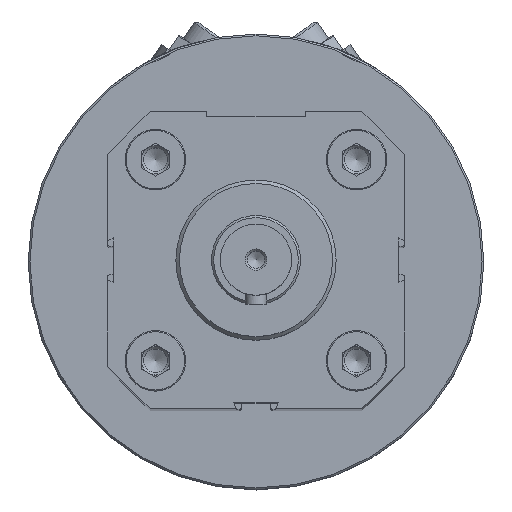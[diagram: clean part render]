
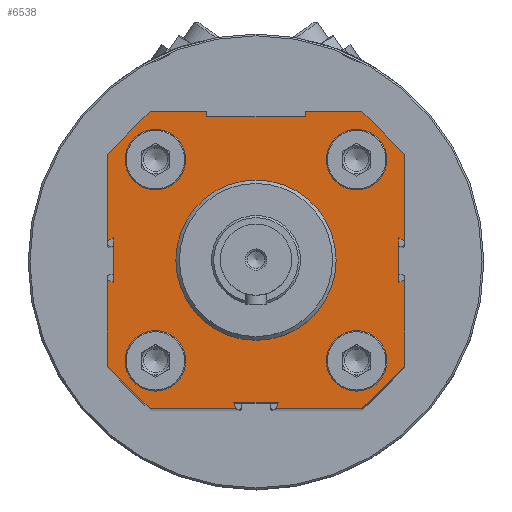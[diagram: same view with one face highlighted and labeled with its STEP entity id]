
A CAD part, top view. The second image highlights one B-rep face of the part: STEP entity #6538.
In plain terms, the highlighted face is planar.
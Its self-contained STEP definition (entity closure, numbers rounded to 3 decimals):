
#352=LINE('',#10022,#873);
#353=LINE('',#10025,#874);
#354=LINE('',#10027,#875);
#355=LINE('',#10029,#876);
#356=LINE('',#10031,#877);
#357=LINE('',#10033,#878);
#358=LINE('',#10035,#879);
#359=LINE('',#10037,#880);
#360=LINE('',#10039,#881);
#361=LINE('',#10041,#882);
#362=LINE('',#10043,#883);
#363=LINE('',#10045,#884);
#364=LINE('',#10047,#885);
#365=LINE('',#10049,#886);
#366=LINE('',#10051,#887);
#367=LINE('',#10053,#888);
#368=LINE('',#10055,#889);
#369=LINE('',#10057,#890);
#370=LINE('',#10059,#891);
#371=LINE('',#10061,#892);
#372=LINE('',#10063,#893);
#373=LINE('',#10065,#894);
#374=LINE('',#10067,#895);
#375=LINE('',#10069,#896);
#873=VECTOR('',#7903,1000.);
#874=VECTOR('',#7904,1000.);
#875=VECTOR('',#7905,1000.);
#876=VECTOR('',#7906,1000.);
#877=VECTOR('',#7907,1000.);
#878=VECTOR('',#7908,1000.);
#879=VECTOR('',#7909,1000.);
#880=VECTOR('',#7910,1000.);
#881=VECTOR('',#7911,1000.);
#882=VECTOR('',#7912,1000.);
#883=VECTOR('',#7913,1000.);
#884=VECTOR('',#7914,1000.);
#885=VECTOR('',#7915,1000.);
#886=VECTOR('',#7916,1000.);
#887=VECTOR('',#7917,1000.);
#888=VECTOR('',#7918,1000.);
#889=VECTOR('',#7919,1000.);
#890=VECTOR('',#7920,1000.);
#891=VECTOR('',#7921,1000.);
#892=VECTOR('',#7922,1000.);
#893=VECTOR('',#7923,1000.);
#894=VECTOR('',#7924,1000.);
#895=VECTOR('',#7925,1000.);
#896=VECTOR('',#7926,1000.);
#1394=ORIENTED_EDGE('',*,*,#3210,.F.);
#1395=ORIENTED_EDGE('',*,*,#3211,.F.);
#1396=ORIENTED_EDGE('',*,*,#3212,.F.);
#1397=ORIENTED_EDGE('',*,*,#3213,.F.);
#1398=ORIENTED_EDGE('',*,*,#3214,.F.);
#1399=ORIENTED_EDGE('',*,*,#3215,.F.);
#1400=ORIENTED_EDGE('',*,*,#3216,.F.);
#1401=ORIENTED_EDGE('',*,*,#3217,.F.);
#1402=ORIENTED_EDGE('',*,*,#3218,.F.);
#1403=ORIENTED_EDGE('',*,*,#3219,.F.);
#1404=ORIENTED_EDGE('',*,*,#3220,.F.);
#1405=ORIENTED_EDGE('',*,*,#3221,.F.);
#1406=ORIENTED_EDGE('',*,*,#3222,.F.);
#1407=ORIENTED_EDGE('',*,*,#3223,.F.);
#1408=ORIENTED_EDGE('',*,*,#3224,.F.);
#1409=ORIENTED_EDGE('',*,*,#3225,.F.);
#1410=ORIENTED_EDGE('',*,*,#3226,.F.);
#1411=ORIENTED_EDGE('',*,*,#3227,.F.);
#1412=ORIENTED_EDGE('',*,*,#3228,.F.);
#1413=ORIENTED_EDGE('',*,*,#3229,.F.);
#1414=ORIENTED_EDGE('',*,*,#3230,.F.);
#1415=ORIENTED_EDGE('',*,*,#3231,.F.);
#1416=ORIENTED_EDGE('',*,*,#3232,.F.);
#1417=ORIENTED_EDGE('',*,*,#3233,.F.);
#1418=ORIENTED_EDGE('',*,*,#3234,.F.);
#1419=ORIENTED_EDGE('',*,*,#3235,.F.);
#1420=ORIENTED_EDGE('',*,*,#3236,.F.);
#1421=ORIENTED_EDGE('',*,*,#3237,.F.);
#1422=ORIENTED_EDGE('',*,*,#3238,.F.);
#3210=EDGE_CURVE('',#4118,#4118,#4764,.T.);
#3211=EDGE_CURVE('',#4119,#4119,#4765,.T.);
#3212=EDGE_CURVE('',#4120,#4120,#4766,.F.);
#3213=EDGE_CURVE('',#4121,#4122,#352,.T.);
#3214=EDGE_CURVE('',#4123,#4121,#353,.T.);
#3215=EDGE_CURVE('',#4124,#4123,#354,.T.);
#3216=EDGE_CURVE('',#4125,#4124,#355,.T.);
#3217=EDGE_CURVE('',#4126,#4125,#356,.T.);
#3218=EDGE_CURVE('',#4127,#4126,#357,.T.);
#3219=EDGE_CURVE('',#4128,#4127,#358,.T.);
#3220=EDGE_CURVE('',#4129,#4128,#359,.T.);
#3221=EDGE_CURVE('',#4130,#4129,#360,.T.);
#3222=EDGE_CURVE('',#4131,#4130,#361,.T.);
#3223=EDGE_CURVE('',#4132,#4131,#362,.T.);
#3224=EDGE_CURVE('',#4133,#4132,#363,.T.);
#3225=EDGE_CURVE('',#4134,#4133,#364,.T.);
#3226=EDGE_CURVE('',#4135,#4134,#365,.T.);
#3227=EDGE_CURVE('',#4136,#4135,#366,.T.);
#3228=EDGE_CURVE('',#4137,#4136,#367,.T.);
#3229=EDGE_CURVE('',#4138,#4137,#368,.T.);
#3230=EDGE_CURVE('',#4139,#4138,#369,.T.);
#3231=EDGE_CURVE('',#4140,#4139,#370,.T.);
#3232=EDGE_CURVE('',#4141,#4140,#371,.T.);
#3233=EDGE_CURVE('',#4142,#4141,#372,.T.);
#3234=EDGE_CURVE('',#4143,#4142,#373,.T.);
#3235=EDGE_CURVE('',#4144,#4143,#374,.T.);
#3236=EDGE_CURVE('',#4122,#4144,#375,.T.);
#3237=EDGE_CURVE('',#4145,#4145,#4767,.T.);
#3238=EDGE_CURVE('',#4146,#4146,#4768,.T.);
#4118=VERTEX_POINT('',#10017);
#4119=VERTEX_POINT('',#10019);
#4120=VERTEX_POINT('',#10021);
#4121=VERTEX_POINT('',#10023);
#4122=VERTEX_POINT('',#10024);
#4123=VERTEX_POINT('',#10026);
#4124=VERTEX_POINT('',#10028);
#4125=VERTEX_POINT('',#10030);
#4126=VERTEX_POINT('',#10032);
#4127=VERTEX_POINT('',#10034);
#4128=VERTEX_POINT('',#10036);
#4129=VERTEX_POINT('',#10038);
#4130=VERTEX_POINT('',#10040);
#4131=VERTEX_POINT('',#10042);
#4132=VERTEX_POINT('',#10044);
#4133=VERTEX_POINT('',#10046);
#4134=VERTEX_POINT('',#10048);
#4135=VERTEX_POINT('',#10050);
#4136=VERTEX_POINT('',#10052);
#4137=VERTEX_POINT('',#10054);
#4138=VERTEX_POINT('',#10056);
#4139=VERTEX_POINT('',#10058);
#4140=VERTEX_POINT('',#10060);
#4141=VERTEX_POINT('',#10062);
#4142=VERTEX_POINT('',#10064);
#4143=VERTEX_POINT('',#10066);
#4144=VERTEX_POINT('',#10068);
#4145=VERTEX_POINT('',#10071);
#4146=VERTEX_POINT('',#10073);
#4764=CIRCLE('',#7095,8.5);
#4765=CIRCLE('',#7096,8.5);
#4766=CIRCLE('',#7097,22.5);
#4767=CIRCLE('',#7098,8.5);
#4768=CIRCLE('',#7099,8.5);
#5117=EDGE_LOOP('',(#1394));
#5118=EDGE_LOOP('',(#1395));
#5119=EDGE_LOOP('',(#1396));
#5120=EDGE_LOOP('',(#1397,#1398,#1399,#1400,#1401,#1402,#1403,#1404,#1405,
#1406,#1407,#1408,#1409,#1410,#1411,#1412,#1413,#1414,#1415,#1416,#1417,
#1418,#1419,#1420));
#5121=EDGE_LOOP('',(#1421));
#5122=EDGE_LOOP('',(#1422));
#5710=FACE_BOUND('',#5117,.T.);
#5711=FACE_BOUND('',#5118,.T.);
#5712=FACE_BOUND('',#5119,.T.);
#5713=FACE_BOUND('',#5120,.T.);
#5714=FACE_BOUND('',#5121,.T.);
#5715=FACE_BOUND('',#5122,.T.);
#6312=PLANE('',#7094);
#6538=ADVANCED_FACE('',(#5710,#5711,#5712,#5713,#5714,#5715),#6312,.F.);
#7094=AXIS2_PLACEMENT_3D('',#10015,#7895,#7896);
#7095=AXIS2_PLACEMENT_3D('',#10016,#7897,#7898);
#7096=AXIS2_PLACEMENT_3D('',#10018,#7899,#7900);
#7097=AXIS2_PLACEMENT_3D('',#10020,#7901,#7902);
#7098=AXIS2_PLACEMENT_3D('',#10070,#7927,#7928);
#7099=AXIS2_PLACEMENT_3D('',#10072,#7929,#7930);
#7895=DIRECTION('',(1.,0.,0.));
#7896=DIRECTION('',(0.,0.,-1.));
#7897=DIRECTION('',(-1.,0.,0.));
#7898=DIRECTION('',(0.,0.,1.));
#7899=DIRECTION('',(-1.,0.,0.));
#7900=DIRECTION('',(0.,0.,1.));
#7901=DIRECTION('',(1.,0.,0.));
#7902=DIRECTION('',(0.,0.,-1.));
#7903=DIRECTION('',(0.,-1.,0.));
#7904=DIRECTION('',(0.,0.429,0.903));
#7905=DIRECTION('',(0.,-1.,0.));
#7906=DIRECTION('',(0.,0.429,-0.903));
#7907=DIRECTION('',(0.,-1.,0.));
#7908=DIRECTION('',(0.,-0.707,0.707));
#7909=DIRECTION('',(0.,0.,1.));
#7910=DIRECTION('',(0.,0.996,0.087));
#7911=DIRECTION('',(0.,0.,1.));
#7912=DIRECTION('',(0.,-0.996,0.087));
#7913=DIRECTION('',(0.,0.,1.));
#7914=DIRECTION('',(0.,0.707,0.707));
#7915=DIRECTION('',(0.,1.,0.));
#7916=DIRECTION('',(0.,-0.429,-0.903));
#7917=DIRECTION('',(0.,1.,0.));
#7918=DIRECTION('',(0.,-0.429,0.903));
#7919=DIRECTION('',(0.,1.,0.));
#7920=DIRECTION('',(0.,0.707,-0.707));
#7921=DIRECTION('',(0.,0.,-1.));
#7922=DIRECTION('',(0.,-0.903,0.429));
#7923=DIRECTION('',(0.,0.,-1.));
#7924=DIRECTION('',(0.,0.903,0.429));
#7925=DIRECTION('',(0.,0.,-1.));
#7926=DIRECTION('',(0.,-0.707,-0.707));
#7927=DIRECTION('',(-1.,0.,0.));
#7928=DIRECTION('',(0.,0.,1.));
#7929=DIRECTION('',(-1.,0.,0.));
#7930=DIRECTION('',(0.,0.,1.));
#10015=CARTESIAN_POINT('',(-372.5,0.,0.));
#10016=CARTESIAN_POINT('',(-372.5,-28.25,28.25));
#10017=CARTESIAN_POINT('',(-372.5,-28.25,36.75));
#10018=CARTESIAN_POINT('',(-372.5,28.25,-28.25));
#10019=CARTESIAN_POINT('',(-372.5,28.25,-19.75));
#10020=CARTESIAN_POINT('',(-372.5,0.,0.));
#10021=CARTESIAN_POINT('',(-372.5,0.,-22.5));
#10022=CARTESIAN_POINT('',(-372.5,-5.469,41.75));
#10023=CARTESIAN_POINT('',(-372.5,-5.469,41.75));
#10024=CARTESIAN_POINT('',(-372.5,-29.75,41.75));
#10025=CARTESIAN_POINT('',(-372.5,-6.263,40.08));
#10026=CARTESIAN_POINT('',(-372.5,-6.263,40.08));
#10027=CARTESIAN_POINT('',(-372.5,6.263,40.08));
#10028=CARTESIAN_POINT('',(-372.5,6.263,40.08));
#10029=CARTESIAN_POINT('',(-372.5,5.469,41.75));
#10030=CARTESIAN_POINT('',(-372.5,5.469,41.75));
#10031=CARTESIAN_POINT('',(-372.5,29.75,41.75));
#10032=CARTESIAN_POINT('',(-372.5,29.75,41.75));
#10033=CARTESIAN_POINT('',(-372.5,41.75,29.75));
#10034=CARTESIAN_POINT('',(-372.5,41.75,29.75));
#10035=CARTESIAN_POINT('',(-372.5,41.75,14.));
#10036=CARTESIAN_POINT('',(-372.5,41.75,14.));
#10037=CARTESIAN_POINT('',(-372.5,40.247,13.869));
#10038=CARTESIAN_POINT('',(-372.5,40.247,13.869));
#10039=CARTESIAN_POINT('',(-372.5,40.247,-13.869));
#10040=CARTESIAN_POINT('',(-372.5,40.247,-13.869));
#10041=CARTESIAN_POINT('',(-372.5,41.75,-14.));
#10042=CARTESIAN_POINT('',(-372.5,41.75,-14.));
#10043=CARTESIAN_POINT('',(-372.5,41.75,-29.75));
#10044=CARTESIAN_POINT('',(-372.5,41.75,-29.75));
#10045=CARTESIAN_POINT('',(-372.5,29.75,-41.75));
#10046=CARTESIAN_POINT('',(-372.5,29.75,-41.75));
#10047=CARTESIAN_POINT('',(-372.5,5.469,-41.75));
#10048=CARTESIAN_POINT('',(-372.5,5.469,-41.75));
#10049=CARTESIAN_POINT('',(-372.5,6.262,-40.08));
#10050=CARTESIAN_POINT('',(-372.5,6.262,-40.08));
#10051=CARTESIAN_POINT('',(-372.5,-6.263,-40.08));
#10052=CARTESIAN_POINT('',(-372.5,-6.263,-40.08));
#10053=CARTESIAN_POINT('',(-372.5,-5.469,-41.75));
#10054=CARTESIAN_POINT('',(-372.5,-5.469,-41.75));
#10055=CARTESIAN_POINT('',(-372.5,-29.75,-41.75));
#10056=CARTESIAN_POINT('',(-372.5,-29.75,-41.75));
#10057=CARTESIAN_POINT('',(-372.5,-41.75,-29.75));
#10058=CARTESIAN_POINT('',(-372.5,-41.75,-29.75));
#10059=CARTESIAN_POINT('',(-372.5,-41.75,-5.469));
#10060=CARTESIAN_POINT('',(-372.5,-41.75,-5.469));
#10061=CARTESIAN_POINT('',(-372.5,-40.08,-6.263));
#10062=CARTESIAN_POINT('',(-372.5,-40.08,-6.263));
#10063=CARTESIAN_POINT('',(-372.5,-40.08,6.263));
#10064=CARTESIAN_POINT('',(-372.5,-40.08,6.263));
#10065=CARTESIAN_POINT('',(-372.5,-41.75,5.469));
#10066=CARTESIAN_POINT('',(-372.5,-41.75,5.469));
#10067=CARTESIAN_POINT('',(-372.5,-41.75,29.75));
#10068=CARTESIAN_POINT('',(-372.5,-41.75,29.75));
#10069=CARTESIAN_POINT('',(-372.5,-29.75,41.75));
#10070=CARTESIAN_POINT('',(-372.5,-28.25,-28.25));
#10071=CARTESIAN_POINT('',(-372.5,-28.25,-19.75));
#10072=CARTESIAN_POINT('',(-372.5,28.25,28.25));
#10073=CARTESIAN_POINT('',(-372.5,28.25,36.75));
